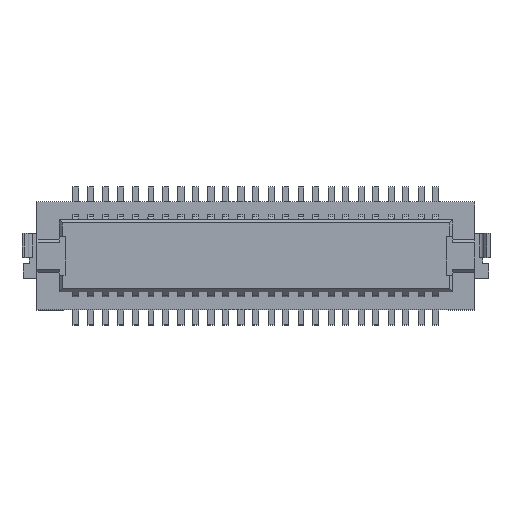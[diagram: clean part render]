
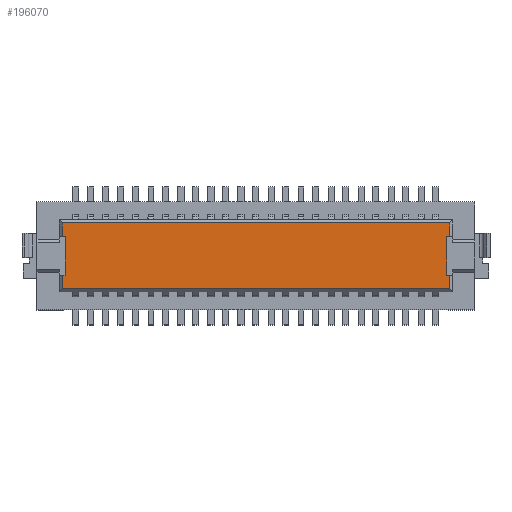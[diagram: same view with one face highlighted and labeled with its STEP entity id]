
A CAD part, top view. The second image highlights one B-rep face of the part: STEP entity #196070.
In plain terms, the highlighted planar face has unit normal (0, 0, 1).
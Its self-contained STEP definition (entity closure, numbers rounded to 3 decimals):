
#194910=CARTESIAN_POINT('',(-11.85,2.6,2.2));
#194920=VERTEX_POINT('',#194910);
#195000=CARTESIAN_POINT('',(1.05,2.6,2.2));
#195010=VERTEX_POINT('',#195000);
#195040=CARTESIAN_POINT('',(1.05,2.6,2.2));
#195050=DIRECTION('',(-1.,0.,0.));
#195060=VECTOR('',#195050,1.);
#195070=LINE('',#195040,#195060);
#195080=EDGE_CURVE('',#195010,#194920,#195070,.T.);
#195130=CARTESIAN_POINT('',(-2.948,0.345,2.2));
#195140=DIRECTION('',(-0.,-0.,1.));
#195150=DIRECTION('',(1.,0.,-0.));
#195160=AXIS2_PLACEMENT_3D('',#195130,#195140,#195150);
#195170=PLANE('',#195160);
#195180=CARTESIAN_POINT('',(-11.85,0.85,2.2));
#195190=DIRECTION('',(0.,-1.,0.));
#195200=VECTOR('',#195190,1.);
#195210=LINE('',#195180,#195200);
#195220=CARTESIAN_POINT('',(-11.85,0.85,2.2));
#195230=VERTEX_POINT('',#195220);
#195240=CARTESIAN_POINT('',(-11.85,0.4,2.2));
#195250=VERTEX_POINT('',#195240);
#195260=EDGE_CURVE('',#195230,#195250,#195210,.T.);
#195270=ORIENTED_EDGE('',*,*,#195260,.T.);
#195280=CARTESIAN_POINT('',(-11.75,0.85,2.2));
#195290=DIRECTION('',(-1.,0.,0.));
#195300=VECTOR('',#195290,1.);
#195310=LINE('',#195280,#195300);
#195320=CARTESIAN_POINT('',(-11.75,0.85,2.2));
#195330=VERTEX_POINT('',#195320);
#195340=EDGE_CURVE('',#195330,#195230,#195310,.T.);
#195350=ORIENTED_EDGE('',*,*,#195340,.T.);
#195360=CARTESIAN_POINT('',(-11.75,2.15,2.2));
#195370=DIRECTION('',(0.,-1.,0.));
#195380=VECTOR('',#195370,1.);
#195390=LINE('',#195360,#195380);
#195400=CARTESIAN_POINT('',(-11.75,2.15,2.2));
#195410=VERTEX_POINT('',#195400);
#195420=EDGE_CURVE('',#195410,#195330,#195390,.T.);
#195430=ORIENTED_EDGE('',*,*,#195420,.T.);
#195440=CARTESIAN_POINT('',(-11.85,2.15,2.2));
#195450=DIRECTION('',(1.,0.,0.));
#195460=VECTOR('',#195450,1.);
#195470=LINE('',#195440,#195460);
#195480=CARTESIAN_POINT('',(-11.85,2.15,2.2));
#195490=VERTEX_POINT('',#195480);
#195500=EDGE_CURVE('',#195490,#195410,#195470,.T.);
#195510=ORIENTED_EDGE('',*,*,#195500,.T.);
#195520=CARTESIAN_POINT('',(-11.85,2.6,2.2));
#195530=DIRECTION('',(0.,-1.,0.));
#195540=VECTOR('',#195530,1.);
#195550=LINE('',#195520,#195540);
#195560=EDGE_CURVE('',#194920,#195490,#195550,.T.);
#195570=ORIENTED_EDGE('',*,*,#195560,.T.);
#195580=ORIENTED_EDGE('',*,*,#195080,.T.);
#195590=CARTESIAN_POINT('',(1.05,2.6,2.2));
#195600=DIRECTION('',(0.,-1.,0.));
#195610=VECTOR('',#195600,1.);
#195620=LINE('',#195590,#195610);
#195630=CARTESIAN_POINT('',(1.05,2.15,2.2));
#195640=VERTEX_POINT('',#195630);
#195650=EDGE_CURVE('',#195010,#195640,#195620,.T.);
#195660=ORIENTED_EDGE('',*,*,#195650,.F.);
#195670=CARTESIAN_POINT('',(1.05,2.15,2.2));
#195680=DIRECTION('',(-1.,0.,0.));
#195690=VECTOR('',#195680,1.);
#195700=LINE('',#195670,#195690);
#195710=CARTESIAN_POINT('',(0.95,2.15,2.2));
#195720=VERTEX_POINT('',#195710);
#195730=EDGE_CURVE('',#195640,#195720,#195700,.T.);
#195740=ORIENTED_EDGE('',*,*,#195730,.F.);
#195750=CARTESIAN_POINT('',(0.95,2.15,2.2));
#195760=DIRECTION('',(0.,-1.,0.));
#195770=VECTOR('',#195760,1.);
#195780=LINE('',#195750,#195770);
#195790=CARTESIAN_POINT('',(0.95,0.85,2.2));
#195800=VERTEX_POINT('',#195790);
#195810=EDGE_CURVE('',#195720,#195800,#195780,.T.);
#195820=ORIENTED_EDGE('',*,*,#195810,.F.);
#195830=CARTESIAN_POINT('',(0.95,0.85,2.2));
#195840=DIRECTION('',(1.,0.,0.));
#195850=VECTOR('',#195840,1.);
#195860=LINE('',#195830,#195850);
#195870=CARTESIAN_POINT('',(1.05,0.85,2.2));
#195880=VERTEX_POINT('',#195870);
#195890=EDGE_CURVE('',#195800,#195880,#195860,.T.);
#195900=ORIENTED_EDGE('',*,*,#195890,.F.);
#195910=CARTESIAN_POINT('',(1.05,0.85,2.2));
#195920=DIRECTION('',(0.,-1.,0.));
#195930=VECTOR('',#195920,1.);
#195940=LINE('',#195910,#195930);
#195950=CARTESIAN_POINT('',(1.05,0.4,2.2));
#195960=VERTEX_POINT('',#195950);
#195970=EDGE_CURVE('',#195880,#195960,#195940,.T.);
#195980=ORIENTED_EDGE('',*,*,#195970,.F.);
#195990=CARTESIAN_POINT('',(1.05,0.4,2.2));
#196000=DIRECTION('',(-1.,0.,0.));
#196010=VECTOR('',#196000,1.);
#196020=LINE('',#195990,#196010);
#196030=EDGE_CURVE('',#195960,#195250,#196020,.T.);
#196040=ORIENTED_EDGE('',*,*,#196030,.F.);
#196050=EDGE_LOOP('',(#196040,#195980,#195900,#195820,#195740,#195660,
#195580,#195570,#195510,#195430,#195350,#195270));
#196060=FACE_OUTER_BOUND('',#196050,.T.);
#196070=ADVANCED_FACE('',(#196060),#195170,.T.);
